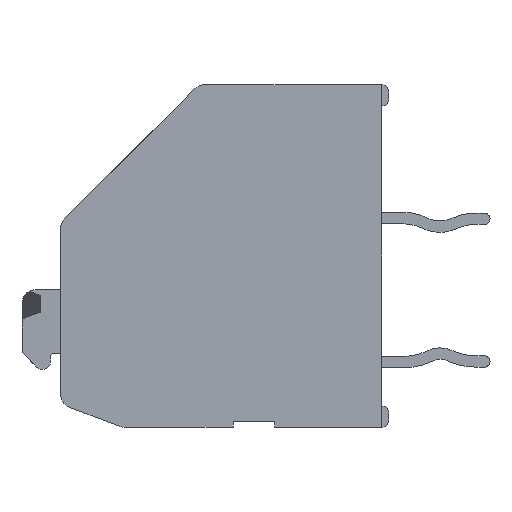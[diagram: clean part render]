
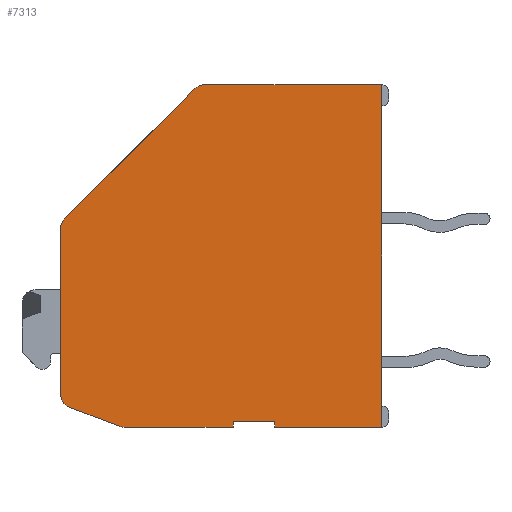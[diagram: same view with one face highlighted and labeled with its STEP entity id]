
A CAD part, left-side view. The second image highlights one B-rep face of the part: STEP entity #7313.
In plain terms, the highlighted planar face has unit normal (-1, 0, 0).
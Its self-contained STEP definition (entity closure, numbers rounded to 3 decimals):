
#3=CARTESIAN_POINT('',(-5.75,10.75,-5.05));
#4=DIRECTION('',(-1.,0.,0.));
#5=DIRECTION('',(0.,0.707,0.707));
#6=AXIS2_PLACEMENT_3D('',#3,#4,#5);
#8=CARTESIAN_POINT('',(-5.75,6.2,-0.5));
#9=DIRECTION('',(1.,0.,0.));
#10=DIRECTION('',(0.,0.707,0.707));
#11=AXIS2_PLACEMENT_3D('',#8,#9,#10);
#13=DIRECTION('',(0.,-1.,0.));
#14=VECTOR('',#13,6.2);
#15=CARTESIAN_POINT('',(-5.75,6.2,0.));
#16=LINE('',#15,#14);
#17=DIRECTION('',(0.,0.,-1.));
#18=VECTOR('',#17,12.);
#19=CARTESIAN_POINT('',(-5.75,0.,0.));
#20=LINE('',#19,#18);
#21=DIRECTION('',(0.,1.,0.));
#22=VECTOR('',#21,3.75);
#23=CARTESIAN_POINT('',(-5.75,0.,-12.));
#24=LINE('',#23,#22);
#25=DIRECTION('',(0.,0.,1.));
#26=VECTOR('',#25,0.2);
#27=CARTESIAN_POINT('',(-5.75,3.75,-12.));
#28=LINE('',#27,#26);
#29=DIRECTION('',(0.,1.,0.));
#30=VECTOR('',#29,1.45);
#31=CARTESIAN_POINT('',(-5.75,3.75,-11.8));
#32=LINE('',#31,#30);
#33=DIRECTION('',(0.,0.,-1.));
#34=VECTOR('',#33,0.2);
#35=CARTESIAN_POINT('',(-5.75,5.2,-11.8));
#36=LINE('',#35,#34);
#37=DIRECTION('',(0.,1.,0.));
#38=VECTOR('',#37,3.808);
#39=CARTESIAN_POINT('',(-5.75,5.2,-12.));
#40=LINE('',#39,#38);
#41=CARTESIAN_POINT('',(-5.75,9.008,-11.5));
#42=DIRECTION('',(1.,0.,0.));
#43=DIRECTION('',(0.,0.,-1.));
#44=AXIS2_PLACEMENT_3D('',#41,#42,#43);
#46=DIRECTION('',(0.,0.935,0.356));
#47=VECTOR('',#46,1.864);
#48=CARTESIAN_POINT('',(-5.75,9.186,-11.967));
#49=LINE('',#48,#47);
#50=CARTESIAN_POINT('',(-5.75,10.75,-10.836));
#51=DIRECTION('',(1.,0.,0.));
#52=DIRECTION('',(0.,0.356,-0.935));
#53=AXIS2_PLACEMENT_3D('',#50,#51,#52);
#123=DIRECTION('',(0.,0.,-1.));
#124=VECTOR('',#123,5.786);
#125=CARTESIAN_POINT('',(-5.75,11.25,-5.05));
#126=LINE('',#125,#124);
#693=DIRECTION('',(0.,0.707,-0.707));
#694=VECTOR('',#693,6.435);
#695=CARTESIAN_POINT('',(-5.75,6.554,-0.146));
#696=LINE('',#695,#694);
#5731=CARTESIAN_POINT('',(-5.75,0.,0.));
#5732=CARTESIAN_POINT('',(-5.75,0.,-12.));
#5733=VERTEX_POINT('',#5731);
#5734=VERTEX_POINT('',#5732);
#5735=CARTESIAN_POINT('',(-5.75,3.75,-12.));
#5736=VERTEX_POINT('',#5735);
#5737=CARTESIAN_POINT('',(-5.75,3.75,-11.8));
#5738=VERTEX_POINT('',#5737);
#5739=CARTESIAN_POINT('',(-5.75,5.2,-11.8));
#5740=VERTEX_POINT('',#5739);
#5741=CARTESIAN_POINT('',(-5.75,5.2,-12.));
#5742=VERTEX_POINT('',#5741);
#5743=CARTESIAN_POINT('',(-5.75,9.008,-12.));
#5744=VERTEX_POINT('',#5743);
#5745=CARTESIAN_POINT('',(-5.75,9.186,-11.967));
#5746=VERTEX_POINT('',#5745);
#5747=CARTESIAN_POINT('',(-5.75,10.928,-11.304));
#5748=VERTEX_POINT('',#5747);
#5749=CARTESIAN_POINT('',(-5.75,11.25,-10.836));
#5750=VERTEX_POINT('',#5749);
#5751=CARTESIAN_POINT('',(-5.75,6.554,-0.146));
#5752=CARTESIAN_POINT('',(-5.75,6.2,0.));
#5753=VERTEX_POINT('',#5751);
#5754=VERTEX_POINT('',#5752);
#6263=CARTESIAN_POINT('',(-5.75,11.25,-5.05));
#6264=VERTEX_POINT('',#6263);
#6265=CARTESIAN_POINT('',(-5.75,11.104,-4.696));
#6266=VERTEX_POINT('',#6265);
#7278=CARTESIAN_POINT('',(-5.75,0.,-6.));
#7279=DIRECTION('',(1.,0.,0.));
#7280=DIRECTION('',(0.,0.,-1.));
#7281=AXIS2_PLACEMENT_3D('',#7278,#7279,#7280);
#7282=PLANE('',#7281);
#7284=ORIENTED_EDGE('',*,*,#7283,.F.);
#7286=ORIENTED_EDGE('',*,*,#7285,.F.);
#7288=ORIENTED_EDGE('',*,*,#7287,.F.);
#7290=ORIENTED_EDGE('',*,*,#7289,.T.);
#7292=ORIENTED_EDGE('',*,*,#7291,.T.);
#7294=ORIENTED_EDGE('',*,*,#7293,.T.);
#7296=ORIENTED_EDGE('',*,*,#7295,.T.);
#7298=ORIENTED_EDGE('',*,*,#7297,.T.);
#7300=ORIENTED_EDGE('',*,*,#7299,.T.);
#7302=ORIENTED_EDGE('',*,*,#7301,.T.);
#7304=ORIENTED_EDGE('',*,*,#7303,.T.);
#7306=ORIENTED_EDGE('',*,*,#7305,.T.);
#7308=ORIENTED_EDGE('',*,*,#7307,.T.);
#7310=ORIENTED_EDGE('',*,*,#7309,.T.);
#7311=EDGE_LOOP('',(#7284,#7286,#7288,#7290,#7292,#7294,#7296,#7298,#7300,#7302,
#7304,#7306,#7308,#7310));
#7312=FACE_OUTER_BOUND('',#7311,.F.);
#7=CIRCLE('',#6,0.5);
#12=CIRCLE('',#11,0.5);
#45=CIRCLE('',#44,0.5);
#54=CIRCLE('',#53,0.5);
#7283=EDGE_CURVE('',#6264,#5750,#126,.T.);
#7285=EDGE_CURVE('',#6266,#6264,#7,.T.);
#7287=EDGE_CURVE('',#5753,#6266,#696,.T.);
#7289=EDGE_CURVE('',#5753,#5754,#12,.T.);
#7291=EDGE_CURVE('',#5754,#5733,#16,.T.);
#7293=EDGE_CURVE('',#5733,#5734,#20,.T.);
#7295=EDGE_CURVE('',#5734,#5736,#24,.T.);
#7297=EDGE_CURVE('',#5736,#5738,#28,.T.);
#7299=EDGE_CURVE('',#5738,#5740,#32,.T.);
#7301=EDGE_CURVE('',#5740,#5742,#36,.T.);
#7303=EDGE_CURVE('',#5742,#5744,#40,.T.);
#7305=EDGE_CURVE('',#5744,#5746,#45,.T.);
#7307=EDGE_CURVE('',#5746,#5748,#49,.T.);
#7309=EDGE_CURVE('',#5748,#5750,#54,.T.);
#7313=ADVANCED_FACE('',(#7312),#7282,.F.);
